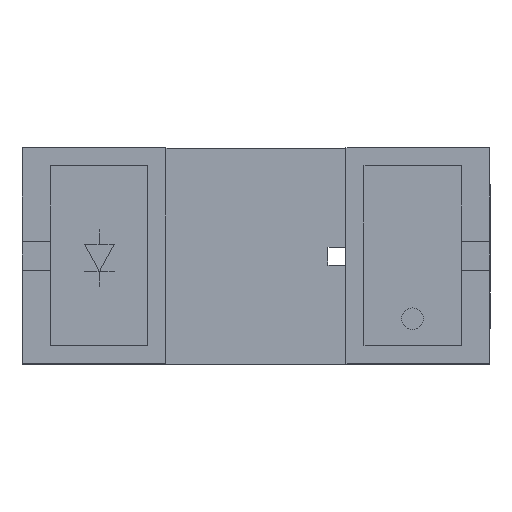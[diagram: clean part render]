
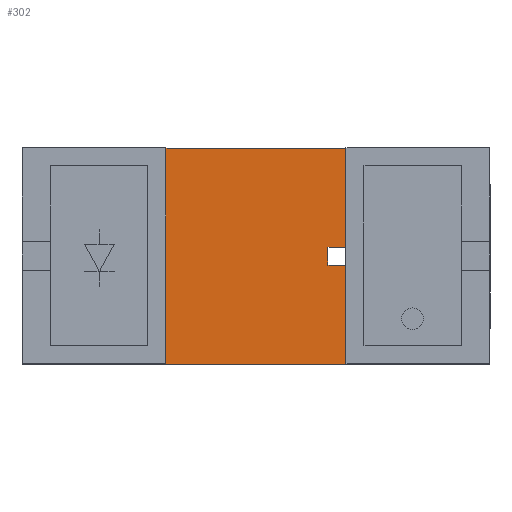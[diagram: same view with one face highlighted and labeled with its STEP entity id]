
A CAD part, top view. The second image highlights one B-rep face of the part: STEP entity #302.
In plain terms, the highlighted planar face has unit normal (0, 0, 1).
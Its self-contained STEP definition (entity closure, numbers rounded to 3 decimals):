
#32 = VERTEX_POINT('',#33);
#33 = CARTESIAN_POINT('',(2.45,1.7,2.));
#39 = EDGE_CURVE('',#32,#40,#42,.T.);
#40 = VERTEX_POINT('',#41);
#41 = CARTESIAN_POINT('',(7.45,1.7,2.));
#42 = LINE('',#43,#44);
#43 = CARTESIAN_POINT('',(-1.55,1.7,2.));
#44 = VECTOR('',#45,1.);
#45 = DIRECTION('',(1.,0.,0.));
#302 = ADVANCED_FACE('',(#303),#376,.T.);
#303 = FACE_BOUND('',#304,.T.);
#304 = EDGE_LOOP('',(#305,#306,#314,#322,#330,#338,#346,#354,#362,#370)
  );
#305 = ORIENTED_EDGE('',*,*,#39,.F.);
#306 = ORIENTED_EDGE('',*,*,#307,.T.);
#307 = EDGE_CURVE('',#32,#308,#310,.T.);
#308 = VERTEX_POINT('',#309);
#309 = CARTESIAN_POINT('',(2.45,-1.05,2.));
#310 = LINE('',#311,#312);
#311 = CARTESIAN_POINT('',(2.45,1.7,2.));
#312 = VECTOR('',#313,1.);
#313 = DIRECTION('',(0.,-1.,0.));
#314 = ORIENTED_EDGE('',*,*,#315,.T.);
#315 = EDGE_CURVE('',#308,#316,#318,.T.);
#316 = VERTEX_POINT('',#317);
#317 = CARTESIAN_POINT('',(2.45,-1.55,2.));
#318 = LINE('',#319,#320);
#319 = CARTESIAN_POINT('',(2.45,-1.05,2.));
#320 = VECTOR('',#321,1.);
#321 = DIRECTION('',(0.,-1.,0.));
#322 = ORIENTED_EDGE('',*,*,#323,.T.);
#323 = EDGE_CURVE('',#316,#324,#326,.T.);
#324 = VERTEX_POINT('',#325);
#325 = CARTESIAN_POINT('',(2.45,-4.3,2.));
#326 = LINE('',#327,#328);
#327 = CARTESIAN_POINT('',(2.45,1.7,2.));
#328 = VECTOR('',#329,1.);
#329 = DIRECTION('',(0.,-1.,0.));
#330 = ORIENTED_EDGE('',*,*,#331,.F.);
#331 = EDGE_CURVE('',#332,#324,#334,.T.);
#332 = VERTEX_POINT('',#333);
#333 = CARTESIAN_POINT('',(7.45,-4.3,2.));
#334 = LINE('',#335,#336);
#335 = CARTESIAN_POINT('',(11.45,-4.3,2.));
#336 = VECTOR('',#337,1.);
#337 = DIRECTION('',(-1.,0.,0.));
#338 = ORIENTED_EDGE('',*,*,#339,.F.);
#339 = EDGE_CURVE('',#340,#332,#342,.T.);
#340 = VERTEX_POINT('',#341);
#341 = CARTESIAN_POINT('',(7.45,-1.55,2.));
#342 = LINE('',#343,#344);
#343 = CARTESIAN_POINT('',(7.45,1.7,2.));
#344 = VECTOR('',#345,1.);
#345 = DIRECTION('',(0.,-1.,0.));
#346 = ORIENTED_EDGE('',*,*,#347,.F.);
#347 = EDGE_CURVE('',#348,#340,#350,.T.);
#348 = VERTEX_POINT('',#349);
#349 = CARTESIAN_POINT('',(6.95,-1.55,2.));
#350 = LINE('',#351,#352);
#351 = CARTESIAN_POINT('',(5.95,-1.55,2.));
#352 = VECTOR('',#353,1.);
#353 = DIRECTION('',(1.,0.,0.));
#354 = ORIENTED_EDGE('',*,*,#355,.F.);
#355 = EDGE_CURVE('',#356,#348,#358,.T.);
#356 = VERTEX_POINT('',#357);
#357 = CARTESIAN_POINT('',(6.95,-1.05,2.));
#358 = LINE('',#359,#360);
#359 = CARTESIAN_POINT('',(6.95,-1.175,2.));
#360 = VECTOR('',#361,1.);
#361 = DIRECTION('',(0.,-1.,0.));
#362 = ORIENTED_EDGE('',*,*,#363,.T.);
#363 = EDGE_CURVE('',#356,#364,#366,.T.);
#364 = VERTEX_POINT('',#365);
#365 = CARTESIAN_POINT('',(7.45,-1.05,2.));
#366 = LINE('',#367,#368);
#367 = CARTESIAN_POINT('',(5.95,-1.05,2.));
#368 = VECTOR('',#369,1.);
#369 = DIRECTION('',(1.,0.,0.));
#370 = ORIENTED_EDGE('',*,*,#371,.F.);
#371 = EDGE_CURVE('',#40,#364,#372,.T.);
#372 = LINE('',#373,#374);
#373 = CARTESIAN_POINT('',(7.45,1.7,2.));
#374 = VECTOR('',#375,1.);
#375 = DIRECTION('',(0.,-1.,0.));
#376 = PLANE('',#377);
#377 = AXIS2_PLACEMENT_3D('',#378,#379,#380);
#378 = CARTESIAN_POINT('',(4.95,-1.3,2.));
#379 = DIRECTION('',(0.,0.,1.));
#380 = DIRECTION('',(1.,0.,0.));
